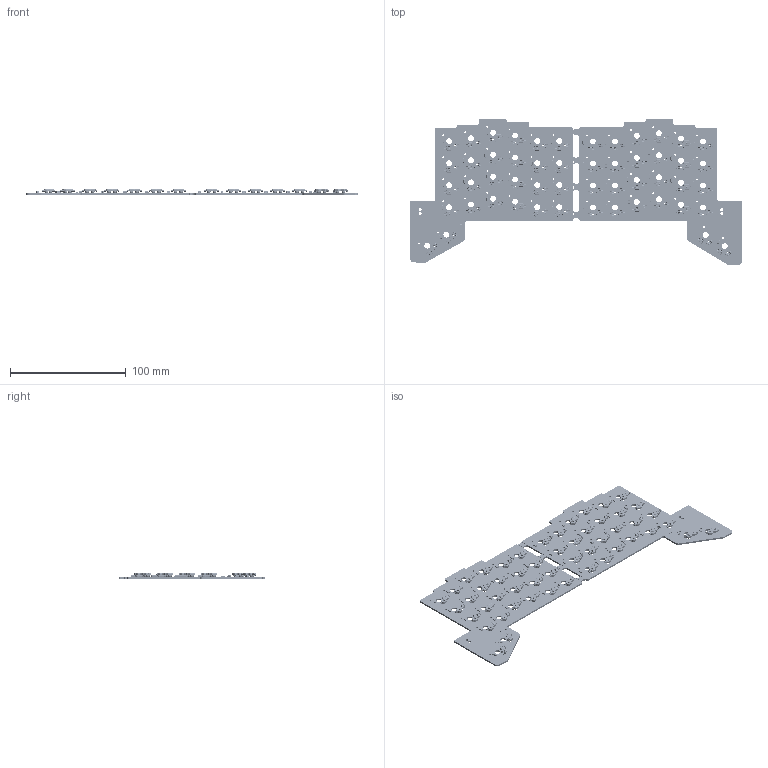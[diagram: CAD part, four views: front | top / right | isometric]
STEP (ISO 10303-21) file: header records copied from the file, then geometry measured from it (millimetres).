
FILE_DESCRIPTION(/* description */ ('KiCad electronic assembly'),/* implementation_level */ '2;1');
FILE_NAME(/* name */ 'splitkeyboard.step',/* time_stamp */ '2026-01-28T02:03:23-05:00',/* author */ (''),/* organization */ (''),/* preprocessor_version */ 'ST-DEVELOPER v20.1',/* originating_system */ 'Autodesk Translation Framework v14.21.0.0',/* authorisation */ '');
FILE_SCHEMA (('AUTOMOTIVE_DESIGN { 1 0 10303 214 3 1 1 }'));
Length unit declared in the file: millimetre
Products named in the file (7): 2026-01-20-00-45-55-739; 2026-01-20-00-45-55-745; 2026-01-20-00-45-55-744; 2026-01-20-00-45-55-743; 2026-01-20-00-45-55-740; 2026-01-20-00-45-55-742; 2026-01-20-00-45-55-741
Assembly tree (112 placements, depth 3):
  2026-01-20-00-45-55-739
    2026-01-20-00-45-55-740  x52
      2026-01-20-00-45-55-741
      2026-01-20-00-45-55-742
    2026-01-20-00-45-55-743  x52
    2026-01-20-00-45-55-744  x4
    2026-01-20-00-45-55-745
Bounding box: 286.95 x 126.2 x 4.63 mm (x, y, z)
Volume: 36964.6 mm3; surface area: 63525.2 mm2
Topology: 213 solids, 213 shells, 19487 faces, 48795 edges, 30046 vertices
Faces by surface type: plane 12087, cylinder 4592, bspline 1768, torus 520, cone 520
Full cylindrical faces by diameter (mm): 0.5 x69, 1.6 x52, 2.5 x4, 2.9 x104, 3 x104, 5 x52
Entity records: 25301 total; most frequent: CARTESIAN_POINT 4483, DIRECTION 4378, ORIENTED_EDGE 3890, EDGE_CURVE 1945, AXIS2_PLACEMENT_3D 1666, EDGE_LOOP 1280, VERTEX_POINT 1259, LINE 1046
